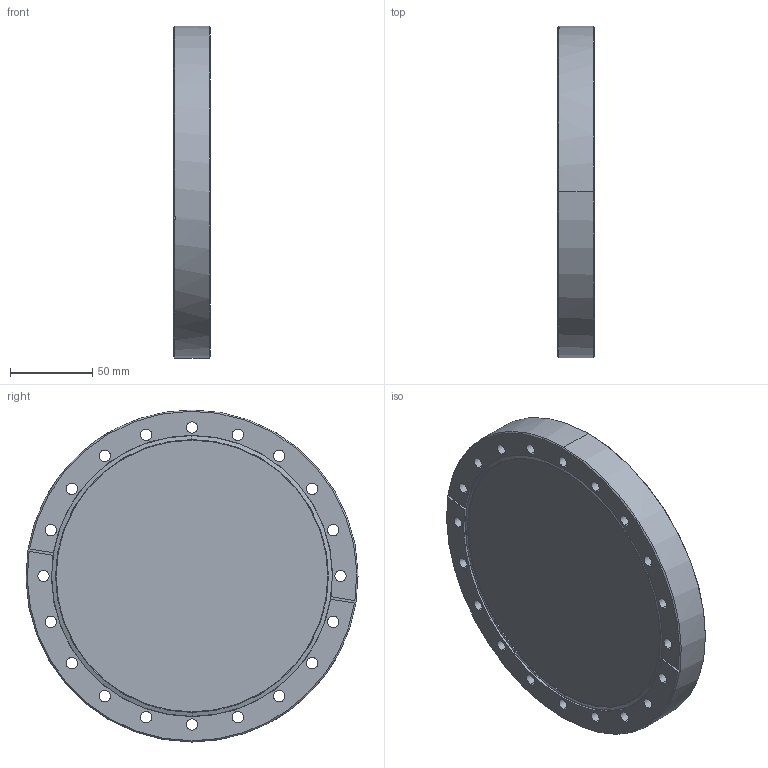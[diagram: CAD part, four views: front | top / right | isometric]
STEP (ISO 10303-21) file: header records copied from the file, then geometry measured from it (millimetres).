
FILE_DESCRIPTION (( 'STEP AP214' ), '1' );
FILE_NAME ('130030.STEP', '2024-02-16T14:21:26', ( '' ), ( '' ), 'SwSTEP 2.0', 'SolidWorks 2022', '' );
FILE_SCHEMA (( 'AUTOMOTIVE_DESIGN' ));
Length unit declared in the file: inch
Products named in the file (1): 130030
Bounding box: 22.35 x 202.44 x 202.44 mm (x, y, z)
Volume: 672564.7 mm3; surface area: 87418.4 mm2
Topology: 1 solids, 1 shells, 69 faces, 188 edges, 121 vertices
Faces by surface type: cylinder 44, plane 10, cone 9, torus 6
Entity records: 2879 total; most frequent: DIRECTION 441, CARTESIAN_POINT 391, ORIENTED_EDGE 376, EDGE_CURVE 188, AXIS2_PLACEMENT_3D 187, VERTEX_POINT 121, CIRCLE 117, EDGE_LOOP 109
